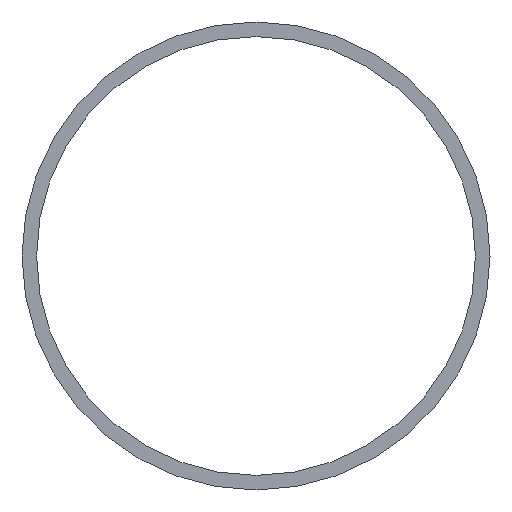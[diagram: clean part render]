
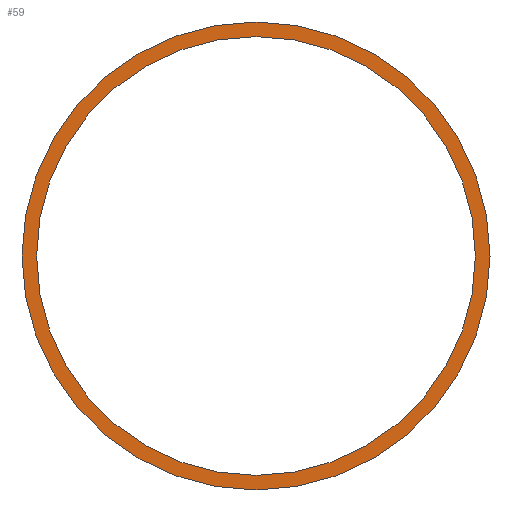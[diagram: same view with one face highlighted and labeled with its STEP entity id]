
A CAD part, left-side view. The second image highlights one B-rep face of the part: STEP entity #59.
In plain terms, the highlighted planar face has unit normal (-1, 0, 0).
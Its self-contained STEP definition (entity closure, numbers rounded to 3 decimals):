
#53 = VERTEX_POINT( '', #125 );
#55 = VERTEX_POINT( '', #127 );
#57 = VERTEX_POINT( '', #129 );
#59 = ADVANCED_FACE( '', ( #131, #132 ), #133, .F. );
#63 = EDGE_CURVE( '', #53, #57, #137, .T. );
#71 = EDGE_CURVE( '', #99, #55, #146, .T. );
#83 = EDGE_CURVE( '', #55, #99, #160, .T. );
#97 = EDGE_CURVE( '', #57, #53, #174, .T. );
#99 = VERTEX_POINT( '', #176 );
#125 = CARTESIAN_POINT( '', ( 0., 0., 58.6 ) );
#127 = CARTESIAN_POINT( '', ( 0., 0., 62.5 ) );
#129 = CARTESIAN_POINT( '', ( 0., 0., -58.6 ) );
#131 = FACE_OUTER_BOUND( '', #199, .T. );
#132 = FACE_BOUND( '', #200, .T. );
#133 = PLANE( '', #201 );
#137 = CIRCLE( '', #208, 58.6 );
#146 = CIRCLE( '', #221, 62.5 );
#160 = CIRCLE( '', #238, 62.5 );
#174 = CIRCLE( '', #256, 58.6 );
#176 = CARTESIAN_POINT( '', ( 0., 0., -62.5 ) );
#199 = EDGE_LOOP( '', ( #275, #276 ) );
#200 = EDGE_LOOP( '', ( #277, #278 ) );
#201 = AXIS2_PLACEMENT_3D( '', #279, #280, #281 );
#208 = AXIS2_PLACEMENT_3D( '', #283, #284, #285 );
#221 = AXIS2_PLACEMENT_3D( '', #298, #299, #300 );
#238 = AXIS2_PLACEMENT_3D( '', #318, #319, #320 );
#256 = AXIS2_PLACEMENT_3D( '', #329, #330, #331 );
#275 = ORIENTED_EDGE( '', *, *, #71, .F. );
#276 = ORIENTED_EDGE( '', *, *, #83, .F. );
#277 = ORIENTED_EDGE( '', *, *, #97, .T. );
#278 = ORIENTED_EDGE( '', *, *, #63, .T. );
#279 = CARTESIAN_POINT( '', ( 0., 0., 0. ) );
#280 = DIRECTION( '', ( 1., 0., 0. ) );
#281 = DIRECTION( '', ( 0., 0., -1. ) );
#283 = CARTESIAN_POINT( '', ( 0., 0., 0. ) );
#284 = DIRECTION( '', ( 1., 0., 0. ) );
#285 = DIRECTION( '', ( 0., 0., -1. ) );
#298 = CARTESIAN_POINT( '', ( 0., 0., 0. ) );
#299 = DIRECTION( '', ( 1., 0., 0. ) );
#300 = DIRECTION( '', ( 0., 0., -1. ) );
#318 = CARTESIAN_POINT( '', ( 0., 0., 0. ) );
#319 = DIRECTION( '', ( 1., 0., 0. ) );
#320 = DIRECTION( '', ( 0., 0., -1. ) );
#329 = CARTESIAN_POINT( '', ( 0., 0., 0. ) );
#330 = DIRECTION( '', ( 1., 0., 0. ) );
#331 = DIRECTION( '', ( 0., 0., -1. ) );
